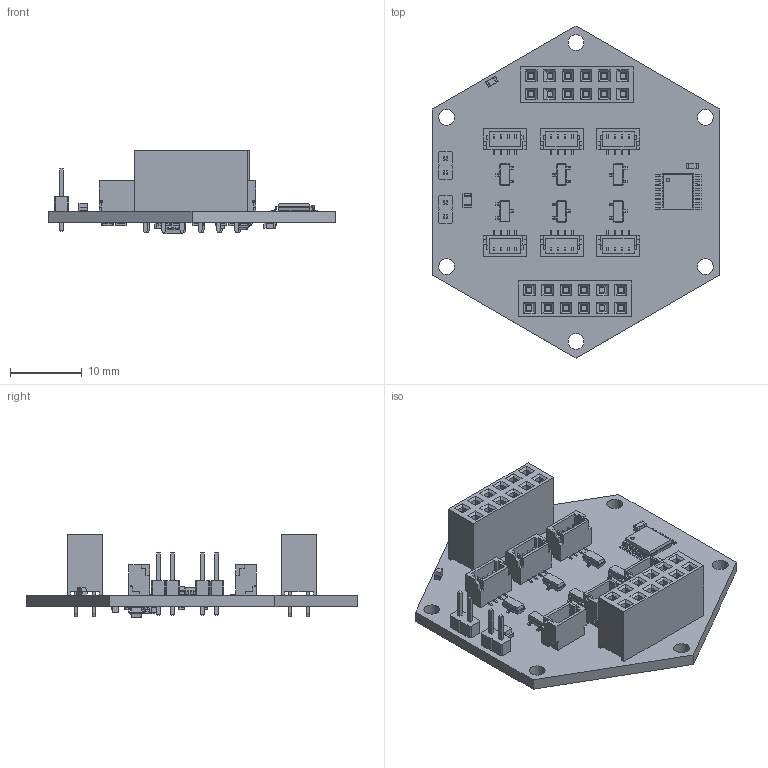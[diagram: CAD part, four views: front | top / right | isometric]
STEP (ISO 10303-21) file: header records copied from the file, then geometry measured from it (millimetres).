
FILE_DESCRIPTION(('FreeCAD Model'),'2;1');
FILE_NAME('Open CASCADE Shape Model','2024-01-18T18:22:06',('Author'),( ''),'Open CASCADE STEP processor 7.5','FreeCAD','Unknown');
FILE_SCHEMA(('AUTOMOTIVE_DESIGN { 1 0 10303 214 1 1 1 1 }'));
Length unit declared in the file: millimetre
Products named in the file (19): BURNING_R; Local_CS_f37a; Board_Geoms_f37a; Pcb_f37a; PCB_Sketch_f37a; Step_Models_f37a; Top_f37a; Q5_SOT_23_54659382d6fa; J3_BM04B-SRSS_59c3088736a4; C2_C_0603_1608Metric_5cfa040333e8; D1_LED_0603_1608Metric_7804426e9da7; J10_PinHeader_1x02_P200mm_Vertical_6e60c7b1ac8b; J1_ZL262-12D_P2-54_L15-74_W5_H8-5_6bbc479e31c9; C3_LED_0805_2012Metric_5415efd12057; U1_TSSOP_16_44x5mm_P065mm_295c50f21013; Bot_f37a; R4_R_0603_1608Metric_8afbb16ff452; U3_TSOT_23_5_13ccf983be13; U2_SOT_23_5_447d175aaea7
Assembly tree (43 placements, depth 4):
  BURNING_R
    Local_CS_f37a
    Board_Geoms_f37a
      Pcb_f37a
      PCB_Sketch_f37a
    Step_Models_f37a
      Top_f37a
        Q5_SOT_23_54659382d6fa  x6
        J3_BM04B-SRSS_59c3088736a4  x6
        C2_C_0603_1608Metric_5cfa040333e8
        D1_LED_0603_1608Metric_7804426e9da7
        J10_PinHeader_1x02_P200mm_Vertical_6e60c7b1ac8b  x2
        J1_ZL262-12D_P2-54_L15-74_W5_H8-5_6bbc479e31c9  x2
        C3_LED_0805_2012Metric_5415efd12057
        U1_TSSOP_16_44x5mm_P065mm_295c50f21013
      Bot_f37a
        R4_R_0603_1608Metric_8afbb16ff452  x11
        U3_TSOT_23_5_13ccf983be13
        C2_C_0603_1608Metric_5cfa040333e8  x3
        U2_SOT_23_5_447d175aaea7
Bounding box: 40 x 46.19 x 11.65 mm (x, y, z)
Volume: 3696 mm3; surface area: 7321.9 mm2
Topology: 37 solids, 37 shells, 2852 faces, 7355 edges, 4704 vertices
Faces by surface type: plane 2241, cylinder 363, bspline 248
Full cylindrical faces by diameter (mm): 0.5 x1, 0.8 x4, 1 x24, 2.2 x6
Entity records: 45329 total; most frequent: CARTESIAN_POINT 7091, ORIENTED_EDGE 6486, DIRECTION 5891, EDGE_CURVE 3243, LINE 2763, VECTOR 2763, VERTEX_POINT 2064, AXIS2_PLACEMENT_3D 1564
